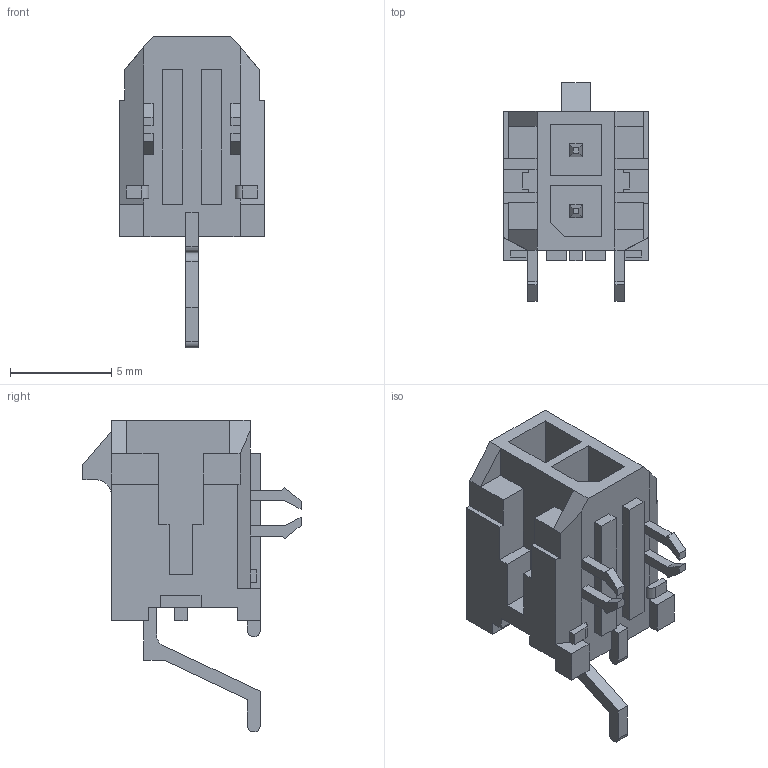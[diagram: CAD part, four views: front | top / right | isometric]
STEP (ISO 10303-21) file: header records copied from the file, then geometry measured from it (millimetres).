
FILE_DESCRIPTION((''),'2;1');
FILE_NAME('430450207','2020-04-16T',('gga'),(''),'PRO/ENGINEER BY PARAMETRIC TECHNOLOGY CORPORATION, 2016010','PRO/ENGINEER BY PARAMETRIC TECHNOLOGY CORPORATION, 2016010','');
FILE_SCHEMA(('CONFIG_CONTROL_DESIGN'));
Length unit declared in the file: millimetre
Products named in the file (1): 430450207
Bounding box: 7.15 x 10.77 x 15.4 mm (x, y, z)
Volume: 319.6 mm3; surface area: 651.9 mm2
Topology: 1 solids, 2 shells, 216 faces, 589 edges, 386 vertices
Faces by surface type: plane 210, cylinder 6
Entity records: 6666 total; most frequent: CARTESIAN_POINT 1176, ORIENTED_EDGE 1150, DIRECTION 1039, EDGE_CURVE 575, VECTOR 573, LINE 573, VERTEX_POINT 370, AXIS2_PLACEMENT_3D 233
